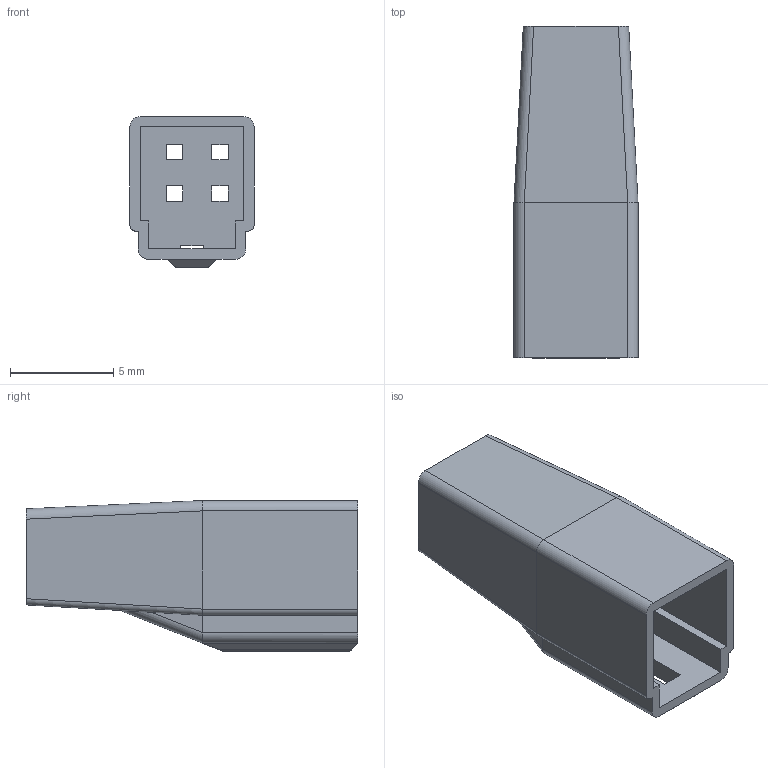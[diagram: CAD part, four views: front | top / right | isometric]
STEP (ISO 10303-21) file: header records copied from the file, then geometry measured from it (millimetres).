
FILE_DESCRIPTION(('CoCreate Modeling STEP Export'),'2;1');
FILE_NAME('DF62B-4EP-2.2C.stp','2014-01-24T14:22:36',(''),(''),'CoCreate Modeling STEP processor for AP214 (Solid Model)','CoCreate Modeling 17.0 01-Apr-2010 (C) Parametric Technology GmbH','');
FILE_SCHEMA(('AUTOMOTIVE_DESIGN { 1 0 10303 214 1 1 1 1 }'));
Length unit declared in the file: millimetre
Products named in the file (1): DF62B-4EP-2.2C
Bounding box: 6 x 16.05 x 7.3 mm (x, y, z)
Volume: 252.4 mm3; surface area: 821.9 mm2
Topology: 1 solids, 1 shells, 99 faces, 274 edges, 176 vertices
Faces by surface type: plane 85, cylinder 14
Entity records: 3476 total; most frequent: CARTESIAN_POINT 919, ORIENTED_EDGE 548, DIRECTION 487, EDGE_CURVE 274, VECTOR 239, LINE 239, VERTEX_POINT 176, AXIS2_PLACEMENT_3D 124
